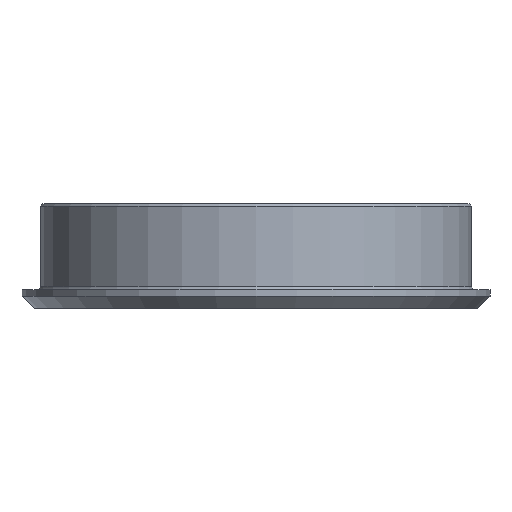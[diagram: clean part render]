
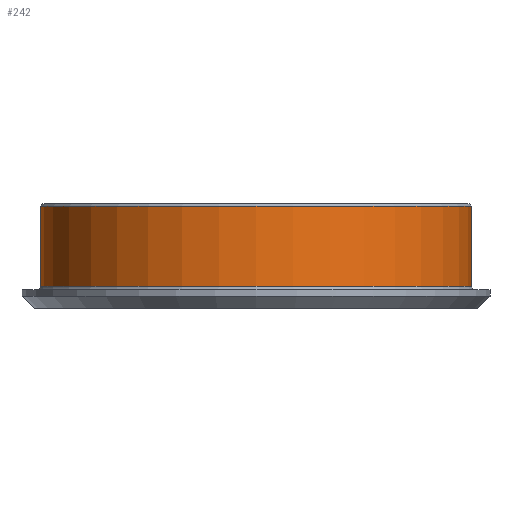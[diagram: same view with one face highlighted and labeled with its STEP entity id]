
A CAD part, front view. The second image highlights one B-rep face of the part: STEP entity #242.
In plain terms, the highlighted cylindrical face has radius 17.5 mm (diameter 35 mm), a partial arc.
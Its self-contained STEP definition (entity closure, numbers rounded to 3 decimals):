
#38=AXIS2_PLACEMENT_3D('Circle Axis2P3D',#36,#37,$) ;
#215=AXIS2_PLACEMENT_3D('Cylinder Axis2P3D',#212,#213,#214) ;
#233=AXIS2_PLACEMENT_3D('Circle Axis2P3D',#231,#232,$) ;
#36=CARTESIAN_POINT('Axis2P3D Location',(0.,0.,1.8)) ;
#40=CARTESIAN_POINT('Vertex',(17.5,0.,1.8)) ;
#42=CARTESIAN_POINT('Vertex',(-17.5,0.,1.8)) ;
#212=CARTESIAN_POINT('Axis2P3D Location',(0.,0.,5.)) ;
#217=CARTESIAN_POINT('Line Origine',(-17.5,0.,5.)) ;
#221=CARTESIAN_POINT('Vertex',(-17.5,0.,8.3)) ;
#224=CARTESIAN_POINT('Line Origine',(17.5,0.,5.)) ;
#228=CARTESIAN_POINT('Vertex',(17.5,0.,8.3)) ;
#231=CARTESIAN_POINT('Axis2P3D Location',(0.,0.,8.3)) ;
#37=DIRECTION('Axis2P3D Direction',(0.,-0.,1.)) ;
#213=DIRECTION('Axis2P3D Direction',(0.,0.,1.)) ;
#214=DIRECTION('Axis2P3D XDirection',(1.,0.,0.)) ;
#218=DIRECTION('Vector Direction',(0.,0.,1.)) ;
#225=DIRECTION('Vector Direction',(0.,0.,1.)) ;
#232=DIRECTION('Axis2P3D Direction',(0.,0.,1.)) ;
#219=VECTOR('Line Direction',#218,1.) ;
#226=VECTOR('Line Direction',#225,1.) ;
#237=ORIENTED_EDGE('',*,*,#223,.T.) ;
#238=ORIENTED_EDGE('',*,*,#44,.F.) ;
#239=ORIENTED_EDGE('',*,*,#230,.F.) ;
#240=ORIENTED_EDGE('',*,*,#235,.F.) ;
#242=ADVANCED_FACE('PartBody',(#241),#216,.T.) ;
#39=CIRCLE('generated circle',#38,17.5) ;
#234=CIRCLE('generated circle',#233,17.5) ;
#216=CYLINDRICAL_SURFACE('generated cylinder',#215,17.5) ;
#44=EDGE_CURVE('',#41,#43,#39,.F.) ;
#223=EDGE_CURVE('',#222,#43,#220,.F.) ;
#230=EDGE_CURVE('',#229,#41,#227,.F.) ;
#235=EDGE_CURVE('',#222,#229,#234,.T.) ;
#236=EDGE_LOOP('',(#237,#238,#239,#240)) ;
#241=FACE_OUTER_BOUND('',#236,.T.) ;
#220=LINE('Line',#217,#219) ;
#227=LINE('Line',#224,#226) ;
#41=VERTEX_POINT('',#40) ;
#43=VERTEX_POINT('',#42) ;
#222=VERTEX_POINT('',#221) ;
#229=VERTEX_POINT('',#228) ;
